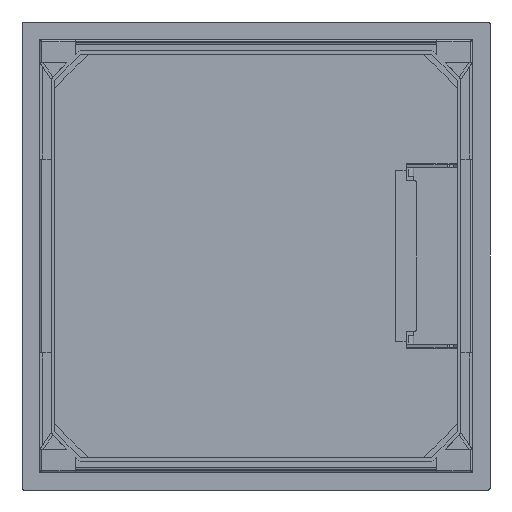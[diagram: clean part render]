
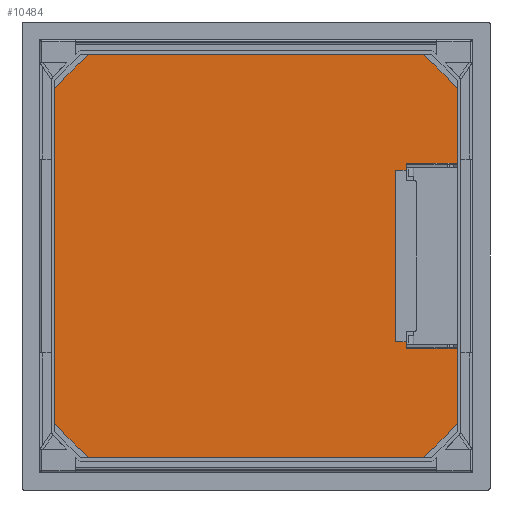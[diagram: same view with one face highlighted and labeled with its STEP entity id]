
A CAD part, front view. The second image highlights one B-rep face of the part: STEP entity #10484.
In plain terms, the highlighted planar face has unit normal (0, -1, 0).
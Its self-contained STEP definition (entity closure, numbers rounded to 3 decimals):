
#135 = EDGE_CURVE ( 'NONE', #5907, #6118, #5915, .T. ) ;
#176 = LINE ( 'NONE', #7005, #5766 ) ;
#291 = CARTESIAN_POINT ( 'NONE',  ( -119.4, -11., -119.016 ) ) ;
#330 = CARTESIAN_POINT ( 'NONE',  ( -117.181, -11., -119.016 ) ) ;
#568 = ORIENTED_EDGE ( 'NONE', *, *, #10124, .F. ) ;
#836 = CARTESIAN_POINT ( 'NONE',  ( -119.4, -11., 119.4 ) ) ;
#898 = DIRECTION ( 'NONE',  ( -1., 0., 0. ) ) ;
#949 = LINE ( 'NONE', #5377, #6765 ) ;
#1156 = CARTESIAN_POINT ( 'NONE',  ( -117.181, -11., -119.016 ) ) ;
#1223 = VERTEX_POINT ( 'NONE', #2807 ) ;
#1269 = CARTESIAN_POINT ( 'NONE',  ( 52.25, -11., -84.4 ) ) ;
#1370 = VECTOR ( 'NONE', #4496, 1000. ) ;
#1491 = EDGE_CURVE ( 'NONE', #10659, #7227, #9953, .T. ) ;
#1520 = CARTESIAN_POINT ( 'NONE',  ( 117.181, -11., 117.181 ) ) ;
#1639 = VECTOR ( 'NONE', #4036, 1000. ) ;
#1976 = VECTOR ( 'NONE', #10695, 1000. ) ;
#1987 = LINE ( 'NONE', #10481, #1370 ) ;
#2065 = DIRECTION ( 'NONE',  ( 0., 0., 1. ) ) ;
#2119 = EDGE_CURVE ( 'NONE', #1223, #5907, #1987, .T. ) ;
#2387 = AXIS2_PLACEMENT_3D ( 'NONE', #836, #4242, #3409 ) ;
#2525 = CARTESIAN_POINT ( 'NONE',  ( -119.4, -11., -119.016 ) ) ;
#2607 = CARTESIAN_POINT ( 'NONE',  ( -48.25, -11., -78.4 ) ) ;
#2651 = EDGE_CURVE ( 'NONE', #5797, #1223, #10969, .T. ) ;
#2807 = CARTESIAN_POINT ( 'NONE',  ( 48.25, -11., -78.4 ) ) ;
#3071 = CARTESIAN_POINT ( 'NONE',  ( -52.25, -11., -84.4 ) ) ;
#3152 = EDGE_CURVE ( 'NONE', #6118, #10659, #3467, .T. ) ;
#3221 = LINE ( 'NONE', #9973, #1976 ) ;
#3282 = VERTEX_POINT ( 'NONE', #4440 ) ;
#3290 = CARTESIAN_POINT ( 'NONE',  ( -117.181, -11., 117.181 ) ) ;
#3409 = DIRECTION ( 'NONE',  ( 0., 0., 1. ) ) ;
#3467 = LINE ( 'NONE', #8735, #8823 ) ;
#3614 = CARTESIAN_POINT ( 'NONE',  ( 48.25, -11., -84.4 ) ) ;
#3681 = DIRECTION ( 'NONE',  ( 0., 0., 1. ) ) ;
#3683 = EDGE_CURVE ( 'NONE', #3282, #8713, #4996, .T. ) ;
#3751 = ORIENTED_EDGE ( 'NONE', *, *, #1491, .F. ) ;
#4036 = DIRECTION ( 'NONE',  ( 0., 0., 1. ) ) ;
#4242 = DIRECTION ( 'NONE',  ( 0., 1., 0. ) ) ;
#4409 = VERTEX_POINT ( 'NONE', #8240 ) ;
#4440 = CARTESIAN_POINT ( 'NONE',  ( 117.181, -11., -119.016 ) ) ;
#4496 = DIRECTION ( 'NONE',  ( -1., 0., 0. ) ) ;
#4508 = DIRECTION ( 'NONE',  ( -1., 0., 0. ) ) ;
#4698 = VERTEX_POINT ( 'NONE', #1269 ) ;
#4826 = VERTEX_POINT ( 'NONE', #3290 ) ;
#4996 = LINE ( 'NONE', #1520, #1639 ) ;
#5082 = CARTESIAN_POINT ( 'NONE',  ( -48.25, -11., -84.4 ) ) ;
#5095 = PLANE ( 'NONE',  #2387 ) ;
#5203 = EDGE_CURVE ( 'NONE', #4698, #5797, #176, .T. ) ;
#5210 = VECTOR ( 'NONE', #9120, 1000. ) ;
#5377 = CARTESIAN_POINT ( 'NONE',  ( 52.25, -11., -119.4 ) ) ;
#5452 = VECTOR ( 'NONE', #7115, 1000. ) ;
#5497 = LINE ( 'NONE', #330, #8761 ) ;
#5766 = VECTOR ( 'NONE', #10345, 1000. ) ;
#5797 = VERTEX_POINT ( 'NONE', #3614 ) ;
#5833 = CARTESIAN_POINT ( 'NONE',  ( -52.25, -11., -119.4 ) ) ;
#5907 = VERTEX_POINT ( 'NONE', #2607 ) ;
#5915 = LINE ( 'NONE', #5082, #6955 ) ;
#5979 = DIRECTION ( 'NONE',  ( 0., 0., -1. ) ) ;
#6118 = VERTEX_POINT ( 'NONE', #8454 ) ;
#6494 = EDGE_CURVE ( 'NONE', #8713, #4826, #3221, .T. ) ;
#6604 = CARTESIAN_POINT ( 'NONE',  ( 117.181, -11., 117.181 ) ) ;
#6616 = ORIENTED_EDGE ( 'NONE', *, *, #3683, .T. ) ;
#6670 = CARTESIAN_POINT ( 'NONE',  ( -52.25, -11., -119.016 ) ) ;
#6765 = VECTOR ( 'NONE', #3681, 1000. ) ;
#6847 = ORIENTED_EDGE ( 'NONE', *, *, #10155, .T. ) ;
#6870 = EDGE_LOOP ( 'NONE', ( #9764, #6847, #7205, #3751, #7262, #9081, #9020, #7865, #10406, #8852, #568, #6616 ) ) ;
#6873 = FACE_OUTER_BOUND ( 'NONE', #6870, .T. ) ;
#6955 = VECTOR ( 'NONE', #5979, 1000. ) ;
#6977 = EDGE_CURVE ( 'NONE', #4409, #4698, #949, .T. ) ;
#7005 = CARTESIAN_POINT ( 'NONE',  ( 52.25, -11., -84.4 ) ) ;
#7115 = DIRECTION ( 'NONE',  ( -1., 0., 0. ) ) ;
#7205 = ORIENTED_EDGE ( 'NONE', *, *, #9816, .F. ) ;
#7227 = VERTEX_POINT ( 'NONE', #6670 ) ;
#7262 = ORIENTED_EDGE ( 'NONE', *, *, #3152, .F. ) ;
#7865 = ORIENTED_EDGE ( 'NONE', *, *, #2651, .F. ) ;
#8240 = CARTESIAN_POINT ( 'NONE',  ( 52.25, -11., -119.016 ) ) ;
#8454 = CARTESIAN_POINT ( 'NONE',  ( -48.25, -11., -84.4 ) ) ;
#8533 = LINE ( 'NONE', #2525, #8603 ) ;
#8603 = VECTOR ( 'NONE', #898, 1000. ) ;
#8687 = DIRECTION ( 'NONE',  ( 0., 0., -1. ) ) ;
#8713 = VERTEX_POINT ( 'NONE', #6604 ) ;
#8735 = CARTESIAN_POINT ( 'NONE',  ( 52.25, -11., -84.4 ) ) ;
#8761 = VECTOR ( 'NONE', #8687, 1000. ) ;
#8794 = CARTESIAN_POINT ( 'NONE',  ( 48.25, -11., -84.4 ) ) ;
#8823 = VECTOR ( 'NONE', #4508, 1000. ) ;
#8852 = ORIENTED_EDGE ( 'NONE', *, *, #6977, .F. ) ;
#9020 = ORIENTED_EDGE ( 'NONE', *, *, #2119, .F. ) ;
#9081 = ORIENTED_EDGE ( 'NONE', *, *, #135, .F. ) ;
#9120 = DIRECTION ( 'NONE',  ( 0., 0., -1. ) ) ;
#9764 = ORIENTED_EDGE ( 'NONE', *, *, #6494, .T. ) ;
#9816 = EDGE_CURVE ( 'NONE', #7227, #10601, #10515, .T. ) ;
#9874 = VECTOR ( 'NONE', #2065, 1000. ) ;
#9953 = LINE ( 'NONE', #5833, #5210 ) ;
#9973 = CARTESIAN_POINT ( 'NONE',  ( -119.016, -11., 117.181 ) ) ;
#10124 = EDGE_CURVE ( 'NONE', #3282, #4409, #8533, .T. ) ;
#10155 = EDGE_CURVE ( 'NONE', #4826, #10601, #5497, .T. ) ;
#10345 = DIRECTION ( 'NONE',  ( -1., 0., 0. ) ) ;
#10406 = ORIENTED_EDGE ( 'NONE', *, *, #5203, .F. ) ;
#10481 = CARTESIAN_POINT ( 'NONE',  ( 48.25, -11., -78.4 ) ) ;
#10484 = ADVANCED_FACE ( 'NONE', ( #6873 ), #5095, .F. ) ;
#10515 = LINE ( 'NONE', #291, #5452 ) ;
#10601 = VERTEX_POINT ( 'NONE', #1156 ) ;
#10659 = VERTEX_POINT ( 'NONE', #3071 ) ;
#10695 = DIRECTION ( 'NONE',  ( -1., 0., 0. ) ) ;
#10969 = LINE ( 'NONE', #8794, #9874 ) ;
